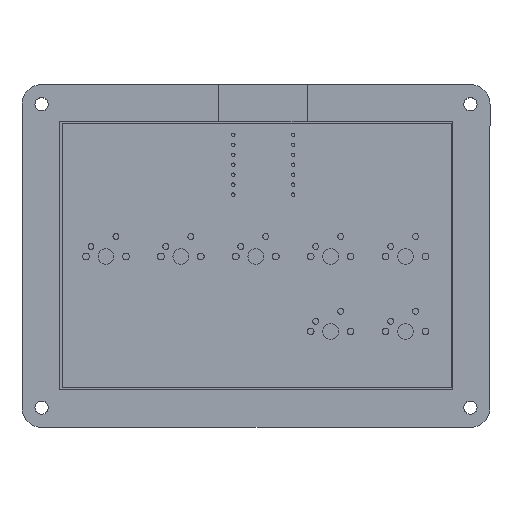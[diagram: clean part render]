
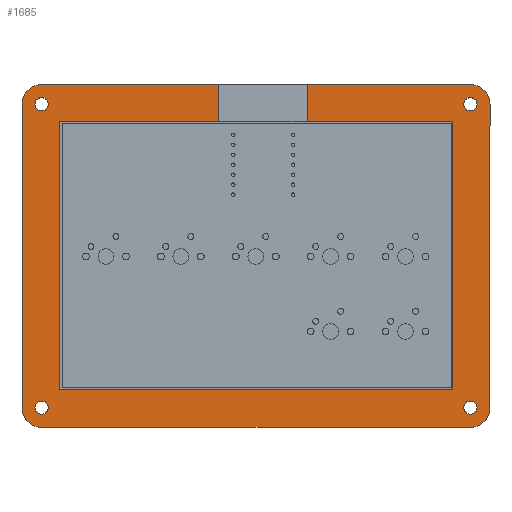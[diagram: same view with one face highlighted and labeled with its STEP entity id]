
A CAD part, top view. The second image highlights one B-rep face of the part: STEP entity #1685.
In plain terms, the highlighted planar face has unit normal (0, 0, 1).
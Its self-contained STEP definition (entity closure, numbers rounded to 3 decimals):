
#21=FACE_BOUND('',#243,.T.);
#22=FACE_BOUND('',#244,.T.);
#23=FACE_BOUND('',#245,.T.);
#24=FACE_BOUND('',#246,.T.);
#132=PLANE('',#1776);
#157=FACE_OUTER_BOUND('',#242,.T.);
#242=EDGE_LOOP('',(#1168,#1169,#1170,#1171,#1172,#1173,#1174,#1175,#1176,
#1177,#1178,#1179,#1180,#1181,#1182,#1183));
#243=EDGE_LOOP('',(#1184));
#244=EDGE_LOOP('',(#1185));
#245=EDGE_LOOP('',(#1186));
#246=EDGE_LOOP('',(#1187));
#437=LINE('',#2522,#546);
#440=LINE('',#2528,#549);
#441=LINE('',#2532,#550);
#442=LINE('',#2536,#551);
#443=LINE('',#2538,#552);
#444=LINE('',#2540,#553);
#445=LINE('',#2542,#554);
#446=LINE('',#2544,#555);
#447=LINE('',#2546,#556);
#448=LINE('',#2548,#557);
#449=LINE('',#2550,#558);
#450=LINE('',#2552,#559);
#546=VECTOR('',#1994,10.);
#549=VECTOR('',#1999,10.);
#550=VECTOR('',#2002,10.);
#551=VECTOR('',#2005,10.);
#552=VECTOR('',#2006,10.);
#553=VECTOR('',#2007,10.);
#554=VECTOR('',#2008,10.);
#555=VECTOR('',#2009,10.);
#556=VECTOR('',#2010,10.);
#557=VECTOR('',#2011,10.);
#558=VECTOR('',#2012,10.);
#559=VECTOR('',#2013,10.);
#653=CIRCLE('',#1773,5.);
#655=CIRCLE('',#1777,5.);
#656=CIRCLE('',#1778,5.);
#657=CIRCLE('',#1779,5.);
#658=CIRCLE('',#1780,1.7);
#659=CIRCLE('',#1781,1.7);
#660=CIRCLE('',#1782,1.7);
#661=CIRCLE('',#1783,1.7);
#775=VERTEX_POINT('',#2512);
#776=VERTEX_POINT('',#2513);
#779=VERTEX_POINT('',#2521);
#781=VERTEX_POINT('',#2527);
#782=VERTEX_POINT('',#2529);
#783=VERTEX_POINT('',#2531);
#784=VERTEX_POINT('',#2533);
#785=VERTEX_POINT('',#2535);
#786=VERTEX_POINT('',#2537);
#787=VERTEX_POINT('',#2539);
#788=VERTEX_POINT('',#2541);
#789=VERTEX_POINT('',#2543);
#790=VERTEX_POINT('',#2545);
#791=VERTEX_POINT('',#2547);
#792=VERTEX_POINT('',#2549);
#793=VERTEX_POINT('',#2551);
#794=VERTEX_POINT('',#2554);
#795=VERTEX_POINT('',#2556);
#796=VERTEX_POINT('',#2558);
#797=VERTEX_POINT('',#2560);
#929=EDGE_CURVE('',#775,#776,#653,.T.);
#933=EDGE_CURVE('',#779,#776,#437,.T.);
#936=EDGE_CURVE('',#775,#781,#440,.T.);
#937=EDGE_CURVE('',#782,#781,#655,.T.);
#938=EDGE_CURVE('',#782,#783,#441,.T.);
#939=EDGE_CURVE('',#784,#783,#656,.T.);
#940=EDGE_CURVE('',#784,#785,#442,.T.);
#941=EDGE_CURVE('',#785,#786,#443,.T.);
#942=EDGE_CURVE('',#786,#787,#444,.T.);
#943=EDGE_CURVE('',#787,#788,#445,.T.);
#944=EDGE_CURVE('',#788,#789,#446,.T.);
#945=EDGE_CURVE('',#789,#790,#447,.T.);
#946=EDGE_CURVE('',#790,#791,#448,.T.);
#947=EDGE_CURVE('',#791,#792,#449,.T.);
#948=EDGE_CURVE('',#792,#793,#450,.T.);
#949=EDGE_CURVE('',#779,#793,#657,.T.);
#950=EDGE_CURVE('',#794,#794,#658,.T.);
#951=EDGE_CURVE('',#795,#795,#659,.T.);
#952=EDGE_CURVE('',#796,#796,#660,.T.);
#953=EDGE_CURVE('',#797,#797,#661,.T.);
#1168=ORIENTED_EDGE('',*,*,#929,.F.);
#1169=ORIENTED_EDGE('',*,*,#936,.T.);
#1170=ORIENTED_EDGE('',*,*,#937,.F.);
#1171=ORIENTED_EDGE('',*,*,#938,.T.);
#1172=ORIENTED_EDGE('',*,*,#939,.F.);
#1173=ORIENTED_EDGE('',*,*,#940,.T.);
#1174=ORIENTED_EDGE('',*,*,#941,.T.);
#1175=ORIENTED_EDGE('',*,*,#942,.T.);
#1176=ORIENTED_EDGE('',*,*,#943,.T.);
#1177=ORIENTED_EDGE('',*,*,#944,.T.);
#1178=ORIENTED_EDGE('',*,*,#945,.T.);
#1179=ORIENTED_EDGE('',*,*,#946,.T.);
#1180=ORIENTED_EDGE('',*,*,#947,.T.);
#1181=ORIENTED_EDGE('',*,*,#948,.T.);
#1182=ORIENTED_EDGE('',*,*,#949,.F.);
#1183=ORIENTED_EDGE('',*,*,#933,.T.);
#1184=ORIENTED_EDGE('',*,*,#950,.T.);
#1185=ORIENTED_EDGE('',*,*,#951,.T.);
#1186=ORIENTED_EDGE('',*,*,#952,.T.);
#1187=ORIENTED_EDGE('',*,*,#953,.T.);
#1685=ADVANCED_FACE('',(#157,#21,#22,#23,#24),#132,.T.);
#1773=AXIS2_PLACEMENT_3D('',#2514,#1986,#1987);
#1776=AXIS2_PLACEMENT_3D('',#2526,#1997,#1998);
#1777=AXIS2_PLACEMENT_3D('',#2530,#2000,#2001);
#1778=AXIS2_PLACEMENT_3D('',#2534,#2003,#2004);
#1779=AXIS2_PLACEMENT_3D('',#2553,#2014,#2015);
#1780=AXIS2_PLACEMENT_3D('',#2555,#2016,#2017);
#1781=AXIS2_PLACEMENT_3D('',#2557,#2018,#2019);
#1782=AXIS2_PLACEMENT_3D('',#2559,#2020,#2021);
#1783=AXIS2_PLACEMENT_3D('',#2561,#2022,#2023);
#1986=DIRECTION('center_axis',(0.,0.,-1.));
#1987=DIRECTION('ref_axis',(-0.707,-0.707,0.));
#1994=DIRECTION('',(0.,-1.,0.));
#1997=DIRECTION('center_axis',(0.,0.,1.));
#1998=DIRECTION('ref_axis',(1.,0.,0.));
#1999=DIRECTION('',(1.,0.,0.));
#2000=DIRECTION('center_axis',(0.,0.,-1.));
#2001=DIRECTION('ref_axis',(0.707,-0.707,0.));
#2002=DIRECTION('',(0.,1.,0.));
#2003=DIRECTION('center_axis',(0.,0.,-1.));
#2004=DIRECTION('ref_axis',(0.707,0.707,0.));
#2005=DIRECTION('',(-1.,0.,0.));
#2006=DIRECTION('',(0.,-1.,0.));
#2007=DIRECTION('',(1.,0.,0.));
#2008=DIRECTION('',(0.,-1.,0.));
#2009=DIRECTION('',(-1.,0.,0.));
#2010=DIRECTION('',(0.,1.,0.));
#2011=DIRECTION('',(1.,0.,0.));
#2012=DIRECTION('',(0.,1.,0.));
#2013=DIRECTION('',(-1.,0.,0.));
#2014=DIRECTION('center_axis',(0.,0.,-1.));
#2015=DIRECTION('ref_axis',(-0.707,0.707,0.));
#2016=DIRECTION('center_axis',(0.,0.,-1.));
#2017=DIRECTION('ref_axis',(1.,0.,0.));
#2018=DIRECTION('center_axis',(0.,0.,-1.));
#2019=DIRECTION('ref_axis',(1.,0.,0.));
#2020=DIRECTION('center_axis',(0.,0.,-1.));
#2021=DIRECTION('ref_axis',(1.,0.,0.));
#2022=DIRECTION('center_axis',(0.,0.,-1.));
#2023=DIRECTION('ref_axis',(1.,0.,0.));
#2512=CARTESIAN_POINT('',(-28.578,-61.074,13.));
#2513=CARTESIAN_POINT('',(-33.578,-56.074,13.));
#2514=CARTESIAN_POINT('Origin',(-28.578,-56.074,13.));
#2521=CARTESIAN_POINT('',(-33.578,21.101,13.));
#2522=CARTESIAN_POINT('',(-33.578,-61.074,13.));
#2526=CARTESIAN_POINT('Origin',(-28.578,21.101,13.));
#2527=CARTESIAN_POINT('',(80.441,-61.074,13.));
#2528=CARTESIAN_POINT('',(85.441,-61.074,13.));
#2529=CARTESIAN_POINT('',(85.441,-56.074,13.));
#2530=CARTESIAN_POINT('Origin',(80.441,-56.074,13.));
#2531=CARTESIAN_POINT('',(85.441,21.101,13.));
#2532=CARTESIAN_POINT('',(85.441,26.101,13.));
#2533=CARTESIAN_POINT('',(80.441,26.101,13.));
#2534=CARTESIAN_POINT('Origin',(80.441,21.101,13.));
#2535=CARTESIAN_POINT('',(38.922,26.101,13.));
#2536=CARTESIAN_POINT('',(-33.578,26.101,13.));
#2537=CARTESIAN_POINT('',(38.922,16.601,13.));
#2538=CARTESIAN_POINT('',(38.922,23.601,13.));
#2539=CARTESIAN_POINT('',(75.941,16.601,13.));
#2540=CARTESIAN_POINT('',(-24.078,16.601,13.));
#2541=CARTESIAN_POINT('',(75.941,-51.574,13.));
#2542=CARTESIAN_POINT('',(75.941,16.601,13.));
#2543=CARTESIAN_POINT('',(-24.078,-51.574,13.));
#2544=CARTESIAN_POINT('',(75.941,-51.574,13.));
#2545=CARTESIAN_POINT('',(-24.078,16.601,13.));
#2546=CARTESIAN_POINT('',(-24.078,-51.574,13.));
#2547=CARTESIAN_POINT('',(16.422,16.601,13.));
#2548=CARTESIAN_POINT('',(-24.078,16.601,13.));
#2549=CARTESIAN_POINT('',(16.422,26.101,13.));
#2550=CARTESIAN_POINT('',(16.422,18.851,13.));
#2551=CARTESIAN_POINT('',(-28.578,26.101,13.));
#2552=CARTESIAN_POINT('',(-33.578,26.101,13.));
#2553=CARTESIAN_POINT('Origin',(-28.578,21.101,13.));
#2554=CARTESIAN_POINT('',(-30.278,21.101,13.));
#2555=CARTESIAN_POINT('Origin',(-28.578,21.101,13.));
#2556=CARTESIAN_POINT('',(78.741,-56.074,13.));
#2557=CARTESIAN_POINT('Origin',(80.441,-56.074,13.));
#2558=CARTESIAN_POINT('',(-30.278,-56.074,13.));
#2559=CARTESIAN_POINT('Origin',(-28.578,-56.074,13.));
#2560=CARTESIAN_POINT('',(78.741,21.101,13.));
#2561=CARTESIAN_POINT('Origin',(80.441,21.101,13.));
